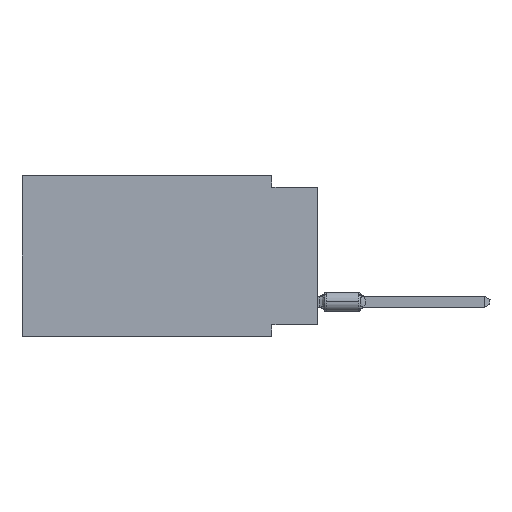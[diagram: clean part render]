
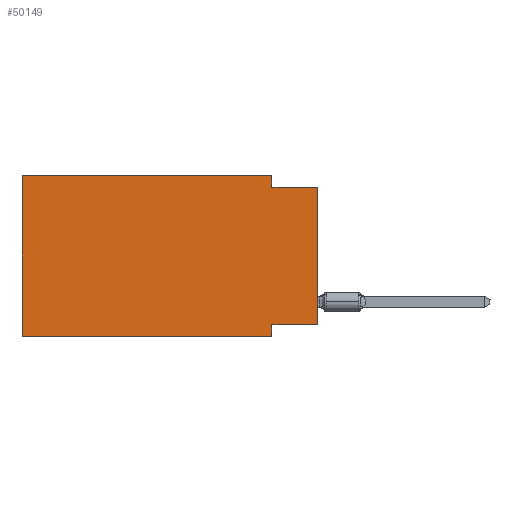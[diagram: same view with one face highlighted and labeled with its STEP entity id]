
A CAD part, left-side view. The second image highlights one B-rep face of the part: STEP entity #50149.
In plain terms, the highlighted planar face has unit normal (-1, 0, 0).
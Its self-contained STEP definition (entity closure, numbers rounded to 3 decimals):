
#391 = VERTEX_POINT ( 'NONE', #37870 ) ;
#1561 = EDGE_CURVE ( 'NONE', #391, #83909, #73893, .T. ) ;
#1951 = EDGE_CURVE ( 'NONE', #16498, #391, #45458, .T. ) ;
#2583 = DIRECTION ( 'NONE',  ( 0., -1., 0. ) ) ;
#3505 = ORIENTED_EDGE ( 'NONE', *, *, #1951, .F. ) ;
#4133 = DIRECTION ( 'NONE',  ( 0., 0., -1. ) ) ;
#6625 = CARTESIAN_POINT ( 'NONE',  ( 0., 16.383, 0. ) ) ;
#8684 = VECTOR ( 'NONE', #76792, 1000. ) ;
#9567 = ORIENTED_EDGE ( 'NONE', *, *, #58682, .F. ) ;
#10662 = CARTESIAN_POINT ( 'NONE',  ( 0., 0., 0. ) ) ;
#14520 = CARTESIAN_POINT ( 'NONE',  ( 0., 16.383, -8.89 ) ) ;
#16498 = VERTEX_POINT ( 'NONE', #50866 ) ;
#16801 = ORIENTED_EDGE ( 'NONE', *, *, #66484, .T. ) ;
#17117 = VECTOR ( 'NONE', #59717, 1000. ) ;
#18394 = VECTOR ( 'NONE', #44581, 1000. ) ;
#18742 = LINE ( 'NONE', #10662, #17117 ) ;
#18801 = PLANE ( 'NONE',  #77011 ) ;
#18867 = CARTESIAN_POINT ( 'NONE',  ( 0., 0., -8.255 ) ) ;
#20073 = LINE ( 'NONE', #53862, #64583 ) ;
#20627 = CARTESIAN_POINT ( 'NONE',  ( 0., 2.54, -8.89 ) ) ;
#20974 = CARTESIAN_POINT ( 'NONE',  ( 0., 2.54, 0. ) ) ;
#21091 = CARTESIAN_POINT ( 'NONE',  ( 0., 16.383, 0. ) ) ;
#21527 = ORIENTED_EDGE ( 'NONE', *, *, #72163, .F. ) ;
#26839 = VERTEX_POINT ( 'NONE', #65331 ) ;
#28299 = DIRECTION ( 'NONE',  ( 0., 0., 1. ) ) ;
#34491 = CARTESIAN_POINT ( 'NONE',  ( 0., 0., -0.635 ) ) ;
#34596 = CARTESIAN_POINT ( 'NONE',  ( 0., 0., -0.635 ) ) ;
#35058 = LINE ( 'NONE', #21091, #63313 ) ;
#36613 = VERTEX_POINT ( 'NONE', #52034 ) ;
#37870 = CARTESIAN_POINT ( 'NONE',  ( 0., 2.54, -8.255 ) ) ;
#39947 = DIRECTION ( 'NONE',  ( 1., 0., 0. ) ) ;
#40799 = DIRECTION ( 'NONE',  ( 0., -1., 0. ) ) ;
#42745 = VERTEX_POINT ( 'NONE', #69035 ) ;
#44581 = DIRECTION ( 'NONE',  ( 0., 1., 0. ) ) ;
#45458 = LINE ( 'NONE', #18867, #18394 ) ;
#48882 = LINE ( 'NONE', #20974, #8684 ) ;
#50149 = ADVANCED_FACE ( 'NONE', ( #61105 ), #18801, .F. ) ;
#50866 = CARTESIAN_POINT ( 'NONE',  ( 0., 0., -8.255 ) ) ;
#52034 = CARTESIAN_POINT ( 'NONE',  ( 0., 16.383, -8.89 ) ) ;
#53198 = CARTESIAN_POINT ( 'NONE',  ( 0., 2.54, -8.89 ) ) ;
#53862 = CARTESIAN_POINT ( 'NONE',  ( 0., 16.383, 0. ) ) ;
#54271 = VECTOR ( 'NONE', #55058, 1000. ) ;
#54498 = VECTOR ( 'NONE', #2583, 1000. ) ;
#55058 = DIRECTION ( 'NONE',  ( 0., -1., 0. ) ) ;
#58682 = EDGE_CURVE ( 'NONE', #26839, #60834, #68796, .T. ) ;
#59238 = ORIENTED_EDGE ( 'NONE', *, *, #81687, .F. ) ;
#59717 = DIRECTION ( 'NONE',  ( 0., 0., 1. ) ) ;
#60576 = EDGE_CURVE ( 'NONE', #79486, #42745, #20073, .T. ) ;
#60834 = VERTEX_POINT ( 'NONE', #34491 ) ;
#61105 = FACE_OUTER_BOUND ( 'NONE', #73846, .T. ) ;
#63313 = VECTOR ( 'NONE', #28299, 1000. ) ;
#64179 = ORIENTED_EDGE ( 'NONE', *, *, #70469, .T. ) ;
#64583 = VECTOR ( 'NONE', #40799, 1000. ) ;
#65331 = CARTESIAN_POINT ( 'NONE',  ( 0., 2.54, -0.635 ) ) ;
#66484 = EDGE_CURVE ( 'NONE', #36613, #83909, #75752, .T. ) ;
#66859 = ORIENTED_EDGE ( 'NONE', *, *, #60576, .F. ) ;
#68796 = LINE ( 'NONE', #34596, #54498 ) ;
#69035 = CARTESIAN_POINT ( 'NONE',  ( 0., 2.54, 0. ) ) ;
#70092 = VECTOR ( 'NONE', #4133, 1000. ) ;
#70469 = EDGE_CURVE ( 'NONE', #16498, #60834, #18742, .T. ) ;
#72163 = EDGE_CURVE ( 'NONE', #42745, #26839, #48882, .T. ) ;
#73846 = EDGE_LOOP ( 'NONE', ( #64179, #9567, #21527, #66859, #59238, #16801, #86076, #3505 ) ) ;
#73893 = LINE ( 'NONE', #53198, #70092 ) ;
#75752 = LINE ( 'NONE', #14520, #54271 ) ;
#76792 = DIRECTION ( 'NONE',  ( 0., 0., -1. ) ) ;
#77011 = AXIS2_PLACEMENT_3D ( 'NONE', #6625, #39947, #80042 ) ;
#78989 = CARTESIAN_POINT ( 'NONE',  ( 0., 16.383, 0. ) ) ;
#79486 = VERTEX_POINT ( 'NONE', #78989 ) ;
#80042 = DIRECTION ( 'NONE',  ( 0., 0., -1. ) ) ;
#81687 = EDGE_CURVE ( 'NONE', #36613, #79486, #35058, .T. ) ;
#83909 = VERTEX_POINT ( 'NONE', #20627 ) ;
#86076 = ORIENTED_EDGE ( 'NONE', *, *, #1561, .F. ) ;
